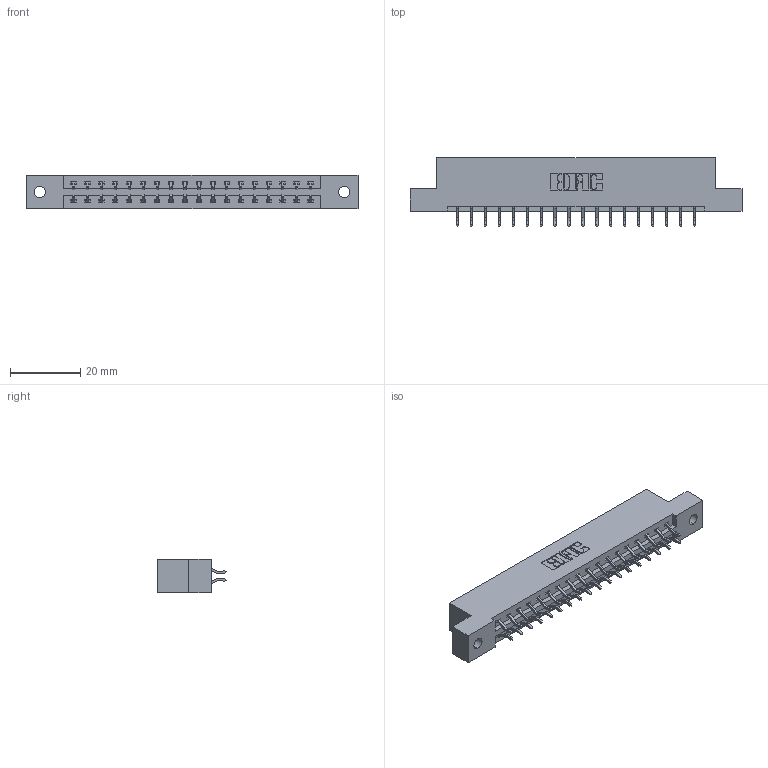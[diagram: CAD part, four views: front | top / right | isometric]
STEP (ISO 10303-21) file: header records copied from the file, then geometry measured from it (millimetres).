
FILE_DESCRIPTION (( 'STEP AP203' ), '1' );
FILE_NAME ('387-036-556-202.STEP', '2018-09-19T01:14:44', ( '' ), ( '' ), 'SwSTEP 2.0', 'SolidWorks 2016', '' );
FILE_SCHEMA (( 'CONFIG_CONTROL_DESIGN' ));
Length unit declared in the file: inch
Products named in the file (3): 337 Part_Flush Mounting Lugs - 0.128 Dia; 345-292-001_556 Tail; 387-036-556-202
Assembly tree (37 placements, depth 2):
  387-036-556-202
    337 Part_Flush Mounting Lugs - 0.128 Dia
    345-292-001_556 Tail  x36
Bounding box: 94.34 x 19.57 x 9.4 mm (x, y, z)
Volume: 9584.3 mm3; surface area: 10291.2 mm2
Topology: 37 solids, 37 shells, 2274 faces, 6755 edges, 4454 vertices
Faces by surface type: plane 1582, cylinder 692
Entity records: 17283 total; most frequent: CARTESIAN_POINT 2946, ORIENTED_EDGE 2870, DIRECTION 2539, EDGE_CURVE 1435, VECTOR 1299, LINE 1299, VERTEX_POINT 954, AXIS2_PLACEMENT_3D 620
